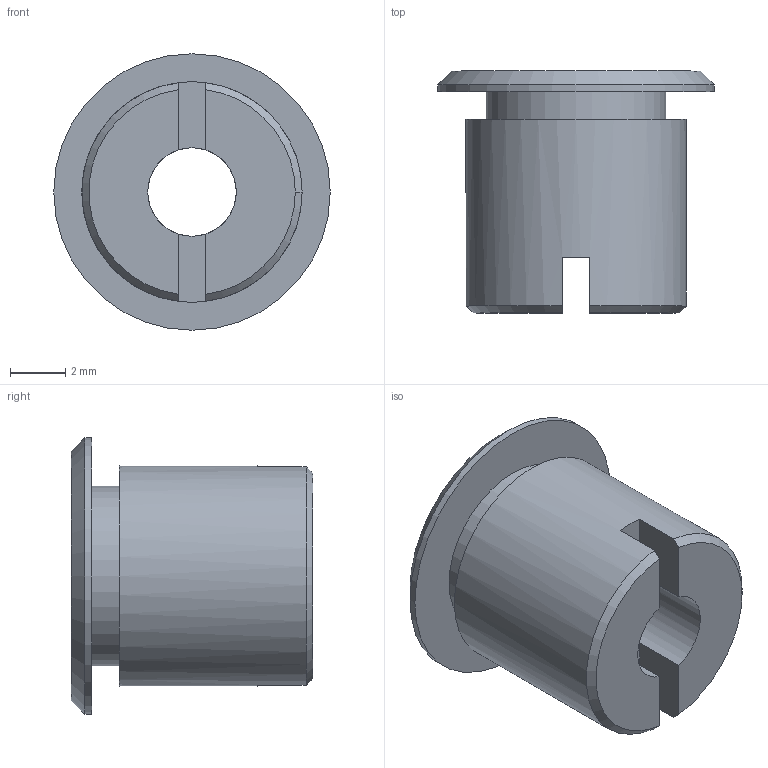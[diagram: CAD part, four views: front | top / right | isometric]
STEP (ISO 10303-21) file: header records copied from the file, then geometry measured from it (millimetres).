
FILE_DESCRIPTION(('FreeCAD Model'),'2;1');
FILE_NAME('PP-MP0297_pulley_standoff_short.step', '2019-10-09T12:35:59',('Author'),(''), 'Open CASCADE STEP processor 7.3','FreeCAD','Unknown');
FILE_SCHEMA(('AUTOMOTIVE_DESIGN { 1 0 10303 214 1 1 1 1 }'));
Length unit declared in the file: millimetre
Products named in the file (1): Chamfer001
Bounding box: 10 x 8.75 x 10 mm (x, y, z)
Volume: 356.5 mm3; surface area: 478.5 mm2
Topology: 1 solids, 1 shells, 20 faces, 48 edges, 31 vertices
Faces by surface type: plane 11, cone 5, cylinder 4
Full cylindrical faces by diameter (mm): 3.2 x1, 6.5 x1, 7.97 x1, 10 x1
Entity records: 1258 total; most frequent: CARTESIAN_POINT 294, DIRECTION 175, ORIENTED_EDGE 96, PCURVE 96, DEFINITIONAL_REPRESENTATION 96, LINE 73, VECTOR 73, EDGE_CURVE 48
